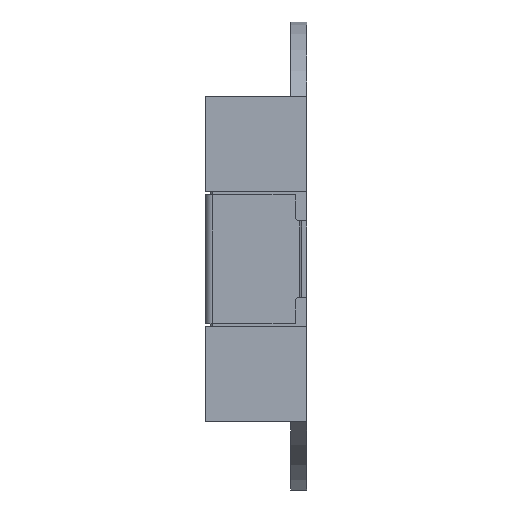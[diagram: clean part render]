
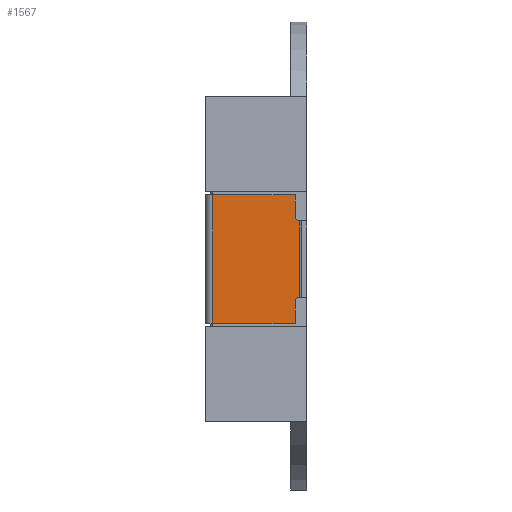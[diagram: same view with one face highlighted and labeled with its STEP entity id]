
A CAD part, left-side view. The second image highlights one B-rep face of the part: STEP entity #1567.
In plain terms, the highlighted planar face has unit normal (-1, 0, 0).
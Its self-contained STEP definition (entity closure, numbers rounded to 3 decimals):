
#65 = DIRECTION ( 'NONE',  ( 0., 0., -1. ) ) ;
#83 = LINE ( 'NONE', #1054, #1722 ) ;
#123 = EDGE_CURVE ( 'NONE', #791, #1351, #1819, .T. ) ;
#152 = VECTOR ( 'NONE', #881, 1000. ) ;
#189 = LINE ( 'NONE', #2590, #656 ) ;
#373 = DIRECTION ( 'NONE',  ( 0., 1., 0. ) ) ;
#475 = CIRCLE ( 'NONE', #1422, 0.2 ) ;
#487 = LINE ( 'NONE', #3596, #4896 ) ;
#600 = FACE_OUTER_BOUND ( 'NONE', #4758, .T. ) ;
#656 = VECTOR ( 'NONE', #4859, 1000. ) ;
#722 = ORIENTED_EDGE ( 'NONE', *, *, #1340, .F. ) ;
#791 = VERTEX_POINT ( 'NONE', #3707 ) ;
#802 = ORIENTED_EDGE ( 'NONE', *, *, #2442, .F. ) ;
#881 = DIRECTION ( 'NONE',  ( 0., 0., 1. ) ) ;
#887 = EDGE_CURVE ( 'NONE', #4418, #5919, #5364, .T. ) ;
#913 = ORIENTED_EDGE ( 'NONE', *, *, #3034, .F. ) ;
#922 = CARTESIAN_POINT ( 'NONE',  ( -13.585, 0.55, -3. ) ) ;
#1054 = CARTESIAN_POINT ( 'NONE',  ( -13.585, 0.55, -3. ) ) ;
#1177 = CARTESIAN_POINT ( 'NONE',  ( -13.585, 0.35, 1.98 ) ) ;
#1340 = EDGE_CURVE ( 'NONE', #3061, #3949, #3066, .T. ) ;
#1351 = VERTEX_POINT ( 'NONE', #1678 ) ;
#1373 = CARTESIAN_POINT ( 'NONE',  ( -13.585, 0.55, -1.98 ) ) ;
#1422 = AXIS2_PLACEMENT_3D ( 'NONE', #1511, #2472, #1546 ) ;
#1438 = VERTEX_POINT ( 'NONE', #922 ) ;
#1511 = CARTESIAN_POINT ( 'NONE',  ( -13.585, 0.35, -1.98 ) ) ;
#1536 = DIRECTION ( 'NONE',  ( -1., 0., 0. ) ) ;
#1546 = DIRECTION ( 'NONE',  ( 0., 0., -1. ) ) ;
#1555 = CARTESIAN_POINT ( 'NONE',  ( -13.585, 0., -3. ) ) ;
#1557 = ORIENTED_EDGE ( 'NONE', *, *, #1943, .T. ) ;
#1567 = ADVANCED_FACE ( 'NONE', ( #600 ), #2879, .F. ) ;
#1678 = CARTESIAN_POINT ( 'NONE',  ( -13.585, 0.55, 1.98 ) ) ;
#1722 = VECTOR ( 'NONE', #5086, 1000. ) ;
#1819 = LINE ( 'NONE', #3666, #2074 ) ;
#1934 = ORIENTED_EDGE ( 'NONE', *, *, #887, .T. ) ;
#1943 = EDGE_CURVE ( 'NONE', #791, #3949, #189, .T. ) ;
#2002 = DIRECTION ( 'NONE',  ( 0., 0., -1. ) ) ;
#2074 = VECTOR ( 'NONE', #65, 1000. ) ;
#2156 = DIRECTION ( 'NONE',  ( 0., 0., -1. ) ) ;
#2181 = AXIS2_PLACEMENT_3D ( 'NONE', #1177, #1536, #2156 ) ;
#2442 = EDGE_CURVE ( 'NONE', #1351, #5919, #4794, .T. ) ;
#2472 = DIRECTION ( 'NONE',  ( -1., 0., 0. ) ) ;
#2482 = CARTESIAN_POINT ( 'NONE',  ( -13.585, 0.35, 1.78 ) ) ;
#2590 = CARTESIAN_POINT ( 'NONE',  ( -13.585, 0., 3. ) ) ;
#2643 = ORIENTED_EDGE ( 'NONE', *, *, #123, .F. ) ;
#2879 = PLANE ( 'NONE',  #3336 ) ;
#3034 = EDGE_CURVE ( 'NONE', #1438, #3061, #487, .T. ) ;
#3061 = VERTEX_POINT ( 'NONE', #5458 ) ;
#3066 = LINE ( 'NONE', #5423, #5548 ) ;
#3336 = AXIS2_PLACEMENT_3D ( 'NONE', #1555, #4363, #2002 ) ;
#3521 = EDGE_CURVE ( 'NONE', #3911, #1438, #83, .T. ) ;
#3525 = CARTESIAN_POINT ( 'NONE',  ( -13.585, 0.35, -1.78 ) ) ;
#3596 = CARTESIAN_POINT ( 'NONE',  ( -13.585, 0., -3. ) ) ;
#3666 = CARTESIAN_POINT ( 'NONE',  ( -13.585, 0.55, -3. ) ) ;
#3707 = CARTESIAN_POINT ( 'NONE',  ( -13.585, 0.55, 3. ) ) ;
#3765 = ORIENTED_EDGE ( 'NONE', *, *, #5115, .F. ) ;
#3911 = VERTEX_POINT ( 'NONE', #1373 ) ;
#3949 = VERTEX_POINT ( 'NONE', #4655 ) ;
#4301 = ORIENTED_EDGE ( 'NONE', *, *, #3521, .F. ) ;
#4363 = DIRECTION ( 'NONE',  ( 1., 0., 0. ) ) ;
#4418 = VERTEX_POINT ( 'NONE', #3525 ) ;
#4655 = CARTESIAN_POINT ( 'NONE',  ( -13.585, 4.4, 3. ) ) ;
#4758 = EDGE_LOOP ( 'NONE', ( #802, #2643, #1557, #722, #913, #4301, #3765, #1934 ) ) ;
#4794 = CIRCLE ( 'NONE', #2181, 0.2 ) ;
#4859 = DIRECTION ( 'NONE',  ( 0., 1., 0. ) ) ;
#4896 = VECTOR ( 'NONE', #373, 1000. ) ;
#4947 = CARTESIAN_POINT ( 'NONE',  ( -13.585, 0.35, -3. ) ) ;
#5086 = DIRECTION ( 'NONE',  ( 0., 0., -1. ) ) ;
#5115 = EDGE_CURVE ( 'NONE', #4418, #3911, #475, .T. ) ;
#5364 = LINE ( 'NONE', #4947, #152 ) ;
#5423 = CARTESIAN_POINT ( 'NONE',  ( -13.585, 4.4, -3. ) ) ;
#5447 = DIRECTION ( 'NONE',  ( 0., 0., 1. ) ) ;
#5458 = CARTESIAN_POINT ( 'NONE',  ( -13.585, 4.4, -3. ) ) ;
#5548 = VECTOR ( 'NONE', #5447, 1000. ) ;
#5919 = VERTEX_POINT ( 'NONE', #2482 ) ;
